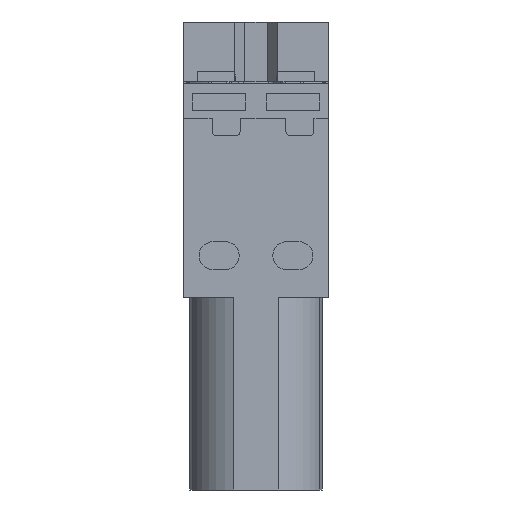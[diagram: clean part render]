
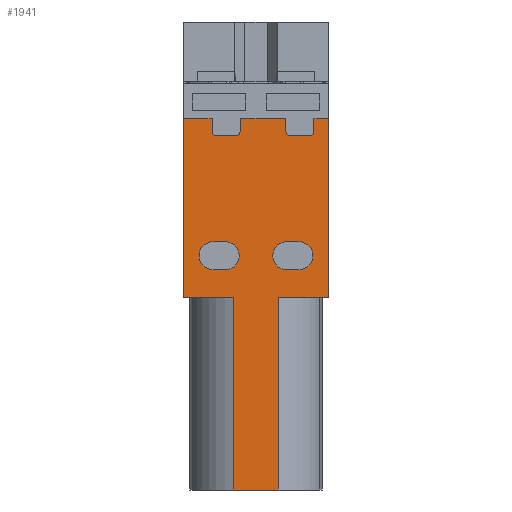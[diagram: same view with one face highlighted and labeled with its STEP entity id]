
A CAD part, front view. The second image highlights one B-rep face of the part: STEP entity #1941.
In plain terms, the highlighted planar face has unit normal (0, -1, 0).
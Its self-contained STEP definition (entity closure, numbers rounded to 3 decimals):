
#288=AXIS2_PLACEMENT_3D('Circle Axis2P3D',#286,#287,$) ;
#398=AXIS2_PLACEMENT_3D('Circle Axis2P3D',#396,#397,$) ;
#439=AXIS2_PLACEMENT_3D('Circle Axis2P3D',#437,#438,$) ;
#482=AXIS2_PLACEMENT_3D('Circle Axis2P3D',#480,#481,$) ;
#773=AXIS2_PLACEMENT_3D('Circle Axis2P3D',#771,#772,$) ;
#826=AXIS2_PLACEMENT_3D('Circle Axis2P3D',#824,#825,$) ;
#857=AXIS2_PLACEMENT_3D('Circle Axis2P3D',#855,#856,$) ;
#923=AXIS2_PLACEMENT_3D('Circle Axis2P3D',#921,#922,$) ;
#1170=AXIS2_PLACEMENT_3D('Plane Axis2P3D',#1167,#1168,#1169) ;
#36=CARTESIAN_POINT('Line Origine',(10.225,1.85,36.4)) ;
#40=CARTESIAN_POINT('Vertex',(10.225,1.85,37.)) ;
#42=CARTESIAN_POINT('Vertex',(10.225,1.85,35.8)) ;
#283=CARTESIAN_POINT('Vertex',(10.725,1.85,35.3)) ;
#286=CARTESIAN_POINT('Axis2P3D Location',(10.725,1.85,35.8)) ;
#303=CARTESIAN_POINT('Line Origine',(5.675,1.85,36.4)) ;
#307=CARTESIAN_POINT('Vertex',(5.675,1.85,37.)) ;
#309=CARTESIAN_POINT('Vertex',(5.675,1.85,35.8)) ;
#338=CARTESIAN_POINT('Vertex',(0.,1.85,37.)) ;
#341=CARTESIAN_POINT('Line Origine',(1.438,1.85,37.)) ;
#345=CARTESIAN_POINT('Vertex',(2.875,1.85,37.)) ;
#365=CARTESIAN_POINT('Line Origine',(2.875,1.85,36.4)) ;
#369=CARTESIAN_POINT('Vertex',(2.875,1.85,35.8)) ;
#393=CARTESIAN_POINT('Vertex',(3.375,1.85,35.3)) ;
#396=CARTESIAN_POINT('Axis2P3D Location',(3.375,1.85,35.8)) ;
#417=CARTESIAN_POINT('Vertex',(5.175,1.85,35.3)) ;
#420=CARTESIAN_POINT('Line Origine',(4.275,1.85,35.3)) ;
#437=CARTESIAN_POINT('Axis2P3D Location',(5.175,1.85,35.8)) ;
#453=CARTESIAN_POINT('Vertex',(12.525,1.85,35.3)) ;
#456=CARTESIAN_POINT('Line Origine',(11.625,1.85,35.3)) ;
#477=CARTESIAN_POINT('Vertex',(13.025,1.85,35.8)) ;
#480=CARTESIAN_POINT('Axis2P3D Location',(12.525,1.85,35.8)) ;
#497=CARTESIAN_POINT('Line Origine',(13.025,1.85,36.4)) ;
#501=CARTESIAN_POINT('Vertex',(13.025,1.85,37.)) ;
#520=CARTESIAN_POINT('Vertex',(14.5,1.85,37.)) ;
#523=CARTESIAN_POINT('Line Origine',(13.763,1.85,37.)) ;
#726=CARTESIAN_POINT('Vertex',(4.175,1.85,24.75)) ;
#731=CARTESIAN_POINT('Line Origine',(3.575,1.85,24.75)) ;
#735=CARTESIAN_POINT('Vertex',(2.975,1.85,24.75)) ;
#766=CARTESIAN_POINT('Vertex',(4.175,1.85,21.95)) ;
#771=CARTESIAN_POINT('Axis2P3D Location',(4.175,1.85,23.35)) ;
#797=CARTESIAN_POINT('Vertex',(2.975,1.85,21.95)) ;
#802=CARTESIAN_POINT('Line Origine',(3.575,1.85,21.95)) ;
#824=CARTESIAN_POINT('Axis2P3D Location',(2.975,1.85,23.35)) ;
#850=CARTESIAN_POINT('Vertex',(11.525,1.85,21.95)) ;
#855=CARTESIAN_POINT('Axis2P3D Location',(11.525,1.85,23.35)) ;
#859=CARTESIAN_POINT('Vertex',(11.525,1.85,24.75)) ;
#885=CARTESIAN_POINT('Vertex',(10.325,1.85,21.95)) ;
#890=CARTESIAN_POINT('Line Origine',(10.925,1.85,21.95)) ;
#916=CARTESIAN_POINT('Vertex',(10.325,1.85,24.75)) ;
#921=CARTESIAN_POINT('Axis2P3D Location',(10.325,1.85,23.35)) ;
#938=CARTESIAN_POINT('Line Origine',(10.925,1.85,24.75)) ;
#1167=CARTESIAN_POINT('Axis2P3D Location',(10.925,1.85,1.6)) ;
#1855=CARTESIAN_POINT('Line Origine',(2.525,1.85,19.15)) ;
#1859=CARTESIAN_POINT('Vertex',(0.,1.85,19.15)) ;
#1861=CARTESIAN_POINT('Vertex',(5.05,1.85,19.15)) ;
#1864=CARTESIAN_POINT('Line Origine',(5.05,1.85,9.575)) ;
#1868=CARTESIAN_POINT('Vertex',(5.05,1.85,0.)) ;
#1871=CARTESIAN_POINT('Line Origine',(7.25,1.85,0.)) ;
#1875=CARTESIAN_POINT('Vertex',(9.45,1.85,0.)) ;
#1878=CARTESIAN_POINT('Line Origine',(9.45,1.85,9.575)) ;
#1882=CARTESIAN_POINT('Vertex',(9.45,1.85,19.15)) ;
#1885=CARTESIAN_POINT('Line Origine',(11.975,1.85,19.15)) ;
#1889=CARTESIAN_POINT('Vertex',(14.5,1.85,19.15)) ;
#1892=CARTESIAN_POINT('Line Origine',(14.5,1.85,28.075)) ;
#1897=CARTESIAN_POINT('Line Origine',(7.95,1.85,37.)) ;
#1902=CARTESIAN_POINT('Line Origine',(0.,1.85,28.075)) ;
#37=DIRECTION('Vector Direction',(0.,0.,-1.)) ;
#287=DIRECTION('Axis2P3D Direction',(-0.,-1.,-0.)) ;
#304=DIRECTION('Vector Direction',(0.,0.,-1.)) ;
#342=DIRECTION('Vector Direction',(-1.,0.,0.)) ;
#366=DIRECTION('Vector Direction',(0.,0.,-1.)) ;
#397=DIRECTION('Axis2P3D Direction',(-0.,-1.,-0.)) ;
#421=DIRECTION('Vector Direction',(1.,0.,0.)) ;
#438=DIRECTION('Axis2P3D Direction',(-0.,-1.,-0.)) ;
#457=DIRECTION('Vector Direction',(1.,0.,0.)) ;
#481=DIRECTION('Axis2P3D Direction',(-0.,-1.,-0.)) ;
#498=DIRECTION('Vector Direction',(0.,0.,-1.)) ;
#524=DIRECTION('Vector Direction',(-1.,0.,0.)) ;
#732=DIRECTION('Vector Direction',(-1.,0.,0.)) ;
#772=DIRECTION('Axis2P3D Direction',(-0.,-1.,0.)) ;
#803=DIRECTION('Vector Direction',(1.,0.,0.)) ;
#825=DIRECTION('Axis2P3D Direction',(-0.,-1.,0.)) ;
#856=DIRECTION('Axis2P3D Direction',(-0.,-1.,0.)) ;
#891=DIRECTION('Vector Direction',(1.,0.,0.)) ;
#922=DIRECTION('Axis2P3D Direction',(-0.,-1.,0.)) ;
#939=DIRECTION('Vector Direction',(-1.,0.,0.)) ;
#1168=DIRECTION('Axis2P3D Direction',(0.,-1.,0.)) ;
#1169=DIRECTION('Axis2P3D XDirection',(0.,0.,1.)) ;
#1856=DIRECTION('Vector Direction',(1.,0.,0.)) ;
#1865=DIRECTION('Vector Direction',(0.,0.,1.)) ;
#1872=DIRECTION('Vector Direction',(1.,0.,0.)) ;
#1879=DIRECTION('Vector Direction',(0.,0.,1.)) ;
#1886=DIRECTION('Vector Direction',(1.,0.,0.)) ;
#1893=DIRECTION('Vector Direction',(0.,0.,1.)) ;
#1898=DIRECTION('Vector Direction',(-1.,0.,0.)) ;
#1903=DIRECTION('Vector Direction',(0.,0.,1.)) ;
#38=VECTOR('Line Direction',#37,1.) ;
#305=VECTOR('Line Direction',#304,1.) ;
#343=VECTOR('Line Direction',#342,1.) ;
#367=VECTOR('Line Direction',#366,1.) ;
#422=VECTOR('Line Direction',#421,1.) ;
#458=VECTOR('Line Direction',#457,1.) ;
#499=VECTOR('Line Direction',#498,1.) ;
#525=VECTOR('Line Direction',#524,1.) ;
#733=VECTOR('Line Direction',#732,1.) ;
#804=VECTOR('Line Direction',#803,1.) ;
#892=VECTOR('Line Direction',#891,1.) ;
#940=VECTOR('Line Direction',#939,1.) ;
#1857=VECTOR('Line Direction',#1856,1.) ;
#1866=VECTOR('Line Direction',#1865,1.) ;
#1873=VECTOR('Line Direction',#1872,1.) ;
#1880=VECTOR('Line Direction',#1879,1.) ;
#1887=VECTOR('Line Direction',#1886,1.) ;
#1894=VECTOR('Line Direction',#1893,1.) ;
#1899=VECTOR('Line Direction',#1898,1.) ;
#1904=VECTOR('Line Direction',#1903,1.) ;
#1908=ORIENTED_EDGE('',*,*,#1863,.T.) ;
#1909=ORIENTED_EDGE('',*,*,#1870,.F.) ;
#1910=ORIENTED_EDGE('',*,*,#1877,.T.) ;
#1911=ORIENTED_EDGE('',*,*,#1884,.T.) ;
#1912=ORIENTED_EDGE('',*,*,#1891,.T.) ;
#1913=ORIENTED_EDGE('',*,*,#1896,.F.) ;
#1914=ORIENTED_EDGE('',*,*,#527,.T.) ;
#1915=ORIENTED_EDGE('',*,*,#503,.T.) ;
#1916=ORIENTED_EDGE('',*,*,#484,.F.) ;
#1917=ORIENTED_EDGE('',*,*,#460,.F.) ;
#1918=ORIENTED_EDGE('',*,*,#290,.F.) ;
#1919=ORIENTED_EDGE('',*,*,#44,.F.) ;
#1920=ORIENTED_EDGE('',*,*,#1901,.T.) ;
#1921=ORIENTED_EDGE('',*,*,#311,.T.) ;
#1922=ORIENTED_EDGE('',*,*,#441,.F.) ;
#1923=ORIENTED_EDGE('',*,*,#424,.F.) ;
#1924=ORIENTED_EDGE('',*,*,#400,.F.) ;
#1925=ORIENTED_EDGE('',*,*,#371,.F.) ;
#1926=ORIENTED_EDGE('',*,*,#347,.T.) ;
#1927=ORIENTED_EDGE('',*,*,#1906,.T.) ;
#1930=ORIENTED_EDGE('',*,*,#942,.F.) ;
#1931=ORIENTED_EDGE('',*,*,#861,.F.) ;
#1932=ORIENTED_EDGE('',*,*,#894,.F.) ;
#1933=ORIENTED_EDGE('',*,*,#925,.F.) ;
#1936=ORIENTED_EDGE('',*,*,#806,.F.) ;
#1937=ORIENTED_EDGE('',*,*,#828,.F.) ;
#1938=ORIENTED_EDGE('',*,*,#737,.F.) ;
#1939=ORIENTED_EDGE('',*,*,#775,.F.) ;
#1934=FACE_BOUND('',#1929,.T.) ;
#1940=FACE_BOUND('',#1935,.T.) ;
#1941=ADVANCED_FACE('Hauptk\X2\00F6\X0\rper',(#1928,#1934,#1940),#1171,.T.) ;
#289=CIRCLE('generated circle',#288,0.5) ;
#399=CIRCLE('generated circle',#398,0.5) ;
#440=CIRCLE('generated circle',#439,0.5) ;
#483=CIRCLE('generated circle',#482,0.5) ;
#774=CIRCLE('generated circle',#773,1.4) ;
#827=CIRCLE('generated circle',#826,1.4) ;
#858=CIRCLE('generated circle',#857,1.4) ;
#924=CIRCLE('generated circle',#923,1.4) ;
#44=EDGE_CURVE('',#41,#43,#39,.T.) ;
#290=EDGE_CURVE('',#43,#284,#289,.T.) ;
#311=EDGE_CURVE('',#308,#310,#306,.T.) ;
#347=EDGE_CURVE('',#346,#339,#344,.T.) ;
#371=EDGE_CURVE('',#346,#370,#368,.T.) ;
#400=EDGE_CURVE('',#370,#394,#399,.T.) ;
#424=EDGE_CURVE('',#394,#418,#423,.T.) ;
#441=EDGE_CURVE('',#418,#310,#440,.T.) ;
#460=EDGE_CURVE('',#284,#454,#459,.T.) ;
#484=EDGE_CURVE('',#454,#478,#483,.T.) ;
#503=EDGE_CURVE('',#502,#478,#500,.T.) ;
#527=EDGE_CURVE('',#521,#502,#526,.T.) ;
#737=EDGE_CURVE('',#727,#736,#734,.T.) ;
#775=EDGE_CURVE('',#767,#727,#774,.T.) ;
#806=EDGE_CURVE('',#798,#767,#805,.T.) ;
#828=EDGE_CURVE('',#736,#798,#827,.T.) ;
#861=EDGE_CURVE('',#851,#860,#858,.T.) ;
#894=EDGE_CURVE('',#886,#851,#893,.T.) ;
#925=EDGE_CURVE('',#917,#886,#924,.T.) ;
#942=EDGE_CURVE('',#860,#917,#941,.T.) ;
#1863=EDGE_CURVE('',#1860,#1862,#1858,.T.) ;
#1870=EDGE_CURVE('',#1869,#1862,#1867,.T.) ;
#1877=EDGE_CURVE('',#1869,#1876,#1874,.T.) ;
#1884=EDGE_CURVE('',#1876,#1883,#1881,.T.) ;
#1891=EDGE_CURVE('',#1883,#1890,#1888,.T.) ;
#1896=EDGE_CURVE('',#521,#1890,#1895,.F.) ;
#1901=EDGE_CURVE('',#41,#308,#1900,.T.) ;
#1906=EDGE_CURVE('',#339,#1860,#1905,.F.) ;
#1907=EDGE_LOOP('',(#1908,#1909,#1910,#1911,#1912,#1913,#1914,#1915,#1916,#1917,#1918,#1919,#1920,#1921,#1922,#1923,#1924,#1925,#1926,#1927)) ;
#1929=EDGE_LOOP('',(#1930,#1931,#1932,#1933)) ;
#1935=EDGE_LOOP('',(#1936,#1937,#1938,#1939)) ;
#1928=FACE_OUTER_BOUND('',#1907,.T.) ;
#39=LINE('Line',#36,#38) ;
#306=LINE('Line',#303,#305) ;
#344=LINE('Line',#341,#343) ;
#368=LINE('Line',#365,#367) ;
#423=LINE('Line',#420,#422) ;
#459=LINE('Line',#456,#458) ;
#500=LINE('Line',#497,#499) ;
#526=LINE('Line',#523,#525) ;
#734=LINE('Line',#731,#733) ;
#805=LINE('Line',#802,#804) ;
#893=LINE('Line',#890,#892) ;
#941=LINE('Line',#938,#940) ;
#1858=LINE('Line',#1855,#1857) ;
#1867=LINE('Line',#1864,#1866) ;
#1874=LINE('Line',#1871,#1873) ;
#1881=LINE('Line',#1878,#1880) ;
#1888=LINE('Line',#1885,#1887) ;
#1895=LINE('Line',#1892,#1894) ;
#1900=LINE('Line',#1897,#1899) ;
#1905=LINE('Line',#1902,#1904) ;
#1171=PLANE('',#1170) ;
#41=VERTEX_POINT('',#40) ;
#43=VERTEX_POINT('',#42) ;
#284=VERTEX_POINT('',#283) ;
#308=VERTEX_POINT('',#307) ;
#310=VERTEX_POINT('',#309) ;
#339=VERTEX_POINT('',#338) ;
#346=VERTEX_POINT('',#345) ;
#370=VERTEX_POINT('',#369) ;
#394=VERTEX_POINT('',#393) ;
#418=VERTEX_POINT('',#417) ;
#454=VERTEX_POINT('',#453) ;
#478=VERTEX_POINT('',#477) ;
#502=VERTEX_POINT('',#501) ;
#521=VERTEX_POINT('',#520) ;
#727=VERTEX_POINT('',#726) ;
#736=VERTEX_POINT('',#735) ;
#767=VERTEX_POINT('',#766) ;
#798=VERTEX_POINT('',#797) ;
#851=VERTEX_POINT('',#850) ;
#860=VERTEX_POINT('',#859) ;
#886=VERTEX_POINT('',#885) ;
#917=VERTEX_POINT('',#916) ;
#1860=VERTEX_POINT('',#1859) ;
#1862=VERTEX_POINT('',#1861) ;
#1869=VERTEX_POINT('',#1868) ;
#1876=VERTEX_POINT('',#1875) ;
#1883=VERTEX_POINT('',#1882) ;
#1890=VERTEX_POINT('',#1889) ;
